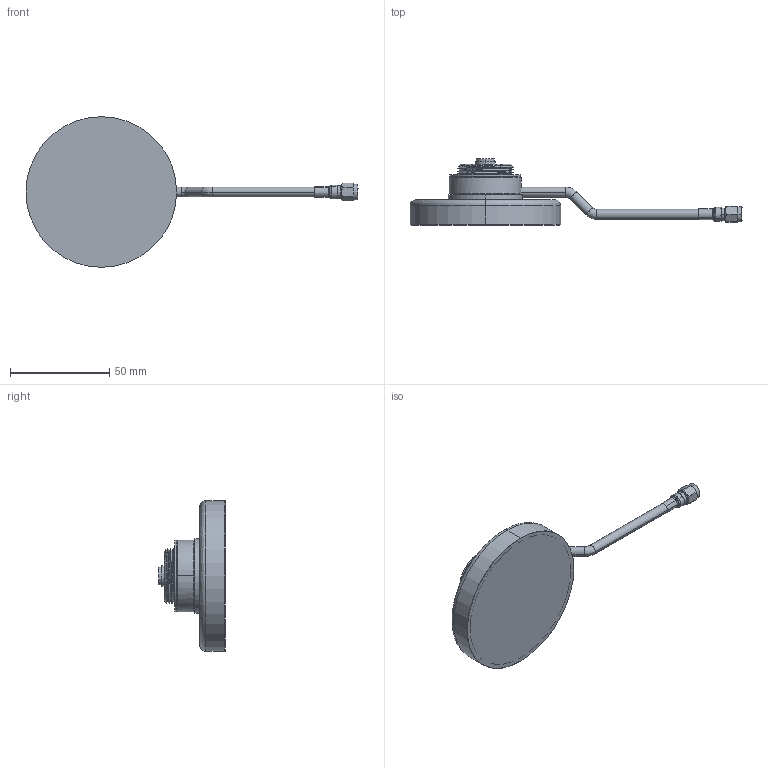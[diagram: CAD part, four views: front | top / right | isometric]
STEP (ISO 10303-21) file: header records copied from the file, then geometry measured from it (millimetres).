
FILE_DESCRIPTION (( 'STEP AP214' ), '1' );
FILE_NAME ('FMMA1-SMA10_3D.step', '2023-03-15T17:07:13', ( '' ), ( '' ), 'SwSTEP 2.0', 'SolidWorks 2022', '' );
FILE_SCHEMA (( 'AUTOMOTIVE_DESIGN' ));
Length unit declared in the file: inch
Products named in the file (4): Copy of HeatShrink-195_230124^FMMA1-SMA10; Copy of NMO Base w Cable^FMMA1-SMA10; FMMA1-SMA10_3D; Copy of SMA M 230124^FMMA1-SMA10
Assembly tree (3 placements, depth 2):
  FMMA1-SMA10_3D
    Copy of NMO Base w Cable^FMMA1-SMA10
    Copy of HeatShrink-195_230124^FMMA1-SMA10
    Copy of SMA M 230124^FMMA1-SMA10
Bounding box: 167.53 x 33.35 x 76 mm (x, y, z)
Volume: 60392.5 mm3; surface area: 43607.7 mm2
Topology: 9 solids, 9 shells, 244 faces, 575 edges, 361 vertices
Faces by surface type: cylinder 115, plane 64, cone 39, torus 14, bspline 12
Entity records: 11712 total; most frequent: CARTESIAN_POINT 4154, DIRECTION 1216, ORIENTED_EDGE 1142, EDGE_CURVE 571, AXIS2_PLACEMENT_3D 512, VERTEX_POINT 361, EDGE_LOOP 278, CIRCLE 274
